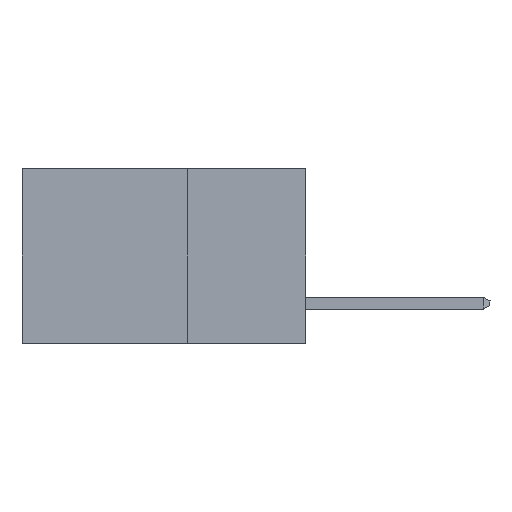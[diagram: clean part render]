
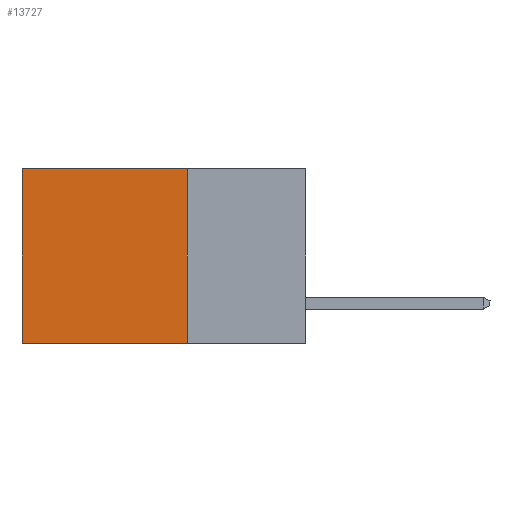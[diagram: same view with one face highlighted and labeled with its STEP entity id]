
A CAD part, left-side view. The second image highlights one B-rep face of the part: STEP entity #13727.
In plain terms, the highlighted planar face has unit normal (-1, 0, 0).
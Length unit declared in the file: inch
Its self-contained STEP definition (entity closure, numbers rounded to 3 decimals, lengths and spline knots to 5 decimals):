
#1286 = LINE ( 'NONE', #5784, #10835 ) ;
#1762 = CARTESIAN_POINT ( 'NONE',  ( 0.298, 0.25, 0. ) ) ;
#3854 = ORIENTED_EDGE ( 'NONE', *, *, #15243, .F. ) ;
#4891 = VERTEX_POINT ( 'NONE', #16490 ) ;
#4934 = VECTOR ( 'NONE', #11856, 39.37008 ) ;
#5784 = CARTESIAN_POINT ( 'NONE',  ( 0.298, 0.25, 0. ) ) ;
#5970 = DIRECTION ( 'NONE',  ( 0., 1., 0. ) ) ;
#6491 = EDGE_LOOP ( 'NONE', ( #16744, #3854, #13400, #8324 ) ) ;
#8324 = ORIENTED_EDGE ( 'NONE', *, *, #18687, .T. ) ;
#8710 = DIRECTION ( 'NONE',  ( 0., 0., -1. ) ) ;
#8768 = LINE ( 'NONE', #10192, #4934 ) ;
#8961 = DIRECTION ( 'NONE',  ( 0., 1., 0. ) ) ;
#8991 = LINE ( 'NONE', #16173, #10811 ) ;
#9145 = VECTOR ( 'NONE', #8961, 39.37008 ) ;
#9218 = CARTESIAN_POINT ( 'NONE',  ( 0.298, 0.25, -0.37 ) ) ;
#10192 = CARTESIAN_POINT ( 'NONE',  ( 0.298, 0.6, 0. ) ) ;
#10276 = FACE_OUTER_BOUND ( 'NONE', #6491, .T. ) ;
#10372 = PLANE ( 'NONE',  #13674 ) ;
#10811 = VECTOR ( 'NONE', #8710, 39.37008 ) ;
#10835 = VECTOR ( 'NONE', #5970, 39.37008 ) ;
#11147 = CARTESIAN_POINT ( 'NONE',  ( 0.298, 0.6, 0. ) ) ;
#11175 = LINE ( 'NONE', #9218, #9145 ) ;
#11223 = EDGE_CURVE ( 'NONE', #13099, #14596, #8991, .T. ) ;
#11856 = DIRECTION ( 'NONE',  ( 0., 0., -1. ) ) ;
#11910 = DIRECTION ( 'NONE',  ( 1., 0., 0. ) ) ;
#12138 = EDGE_CURVE ( 'NONE', #13471, #4891, #8768, .T. ) ;
#13099 = VERTEX_POINT ( 'NONE', #14624 ) ;
#13400 = ORIENTED_EDGE ( 'NONE', *, *, #11223, .F. ) ;
#13471 = VERTEX_POINT ( 'NONE', #11147 ) ;
#13674 = AXIS2_PLACEMENT_3D ( 'NONE', #1762, #11910, #16499 ) ;
#13727 = ADVANCED_FACE ( 'NONE', ( #10276 ), #10372, .F. ) ;
#14596 = VERTEX_POINT ( 'NONE', #15297 ) ;
#14624 = CARTESIAN_POINT ( 'NONE',  ( 0.298, 0.25, 0. ) ) ;
#15243 = EDGE_CURVE ( 'NONE', #14596, #4891, #11175, .T. ) ;
#15297 = CARTESIAN_POINT ( 'NONE',  ( 0.298, 0.25, -0.37 ) ) ;
#16173 = CARTESIAN_POINT ( 'NONE',  ( 0.298, 0.25, 0. ) ) ;
#16490 = CARTESIAN_POINT ( 'NONE',  ( 0.298, 0.6, -0.37 ) ) ;
#16499 = DIRECTION ( 'NONE',  ( 0., 0., -1. ) ) ;
#16744 = ORIENTED_EDGE ( 'NONE', *, *, #12138, .T. ) ;
#18687 = EDGE_CURVE ( 'NONE', #13099, #13471, #1286, .T. ) ;
